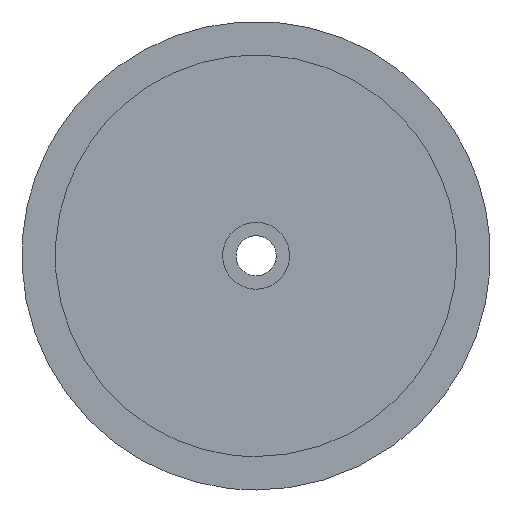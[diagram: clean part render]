
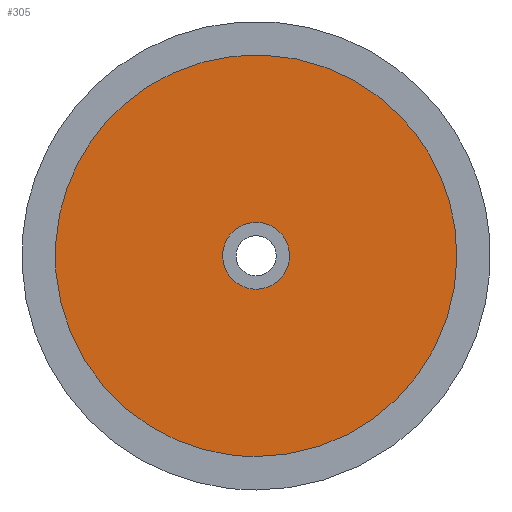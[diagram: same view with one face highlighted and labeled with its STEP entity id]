
A CAD part, front view. The second image highlights one B-rep face of the part: STEP entity #305.
In plain terms, the highlighted free-form (B-spline) face has degree [1, 1] with [2, 2] control points.
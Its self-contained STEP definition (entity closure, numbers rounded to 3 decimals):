
#177 = EDGE_CURVE('',#178,#178,#180,.T.);
#178 = VERTEX_POINT('',#179);
#179 = CARTESIAN_POINT('',(0.,-3.061,-36.738));
#180 = ( BOUNDED_CURVE() B_SPLINE_CURVE(2,(#181,#182,#183,#184,#185,#186
,#187),.UNSPECIFIED.,.T.,.F.) B_SPLINE_CURVE_WITH_KNOTS((1,2,2,2,2,1),(
    -2.094,0.,2.094,4.189,6.283,
8.378),.UNSPECIFIED.) CURVE() GEOMETRIC_REPRESENTATION_ITEM() 
RATIONAL_B_SPLINE_CURVE((1.,0.5,1.,0.5,1.,0.5,1.)) REPRESENTATION_ITEM(
  '') );
#181 = CARTESIAN_POINT('',(0.,-3.061,-36.738));
#182 = CARTESIAN_POINT('',(63.632,-3.061,
    -36.738));
#183 = CARTESIAN_POINT('',(31.816,-3.061,
    18.369));
#184 = CARTESIAN_POINT('',(0.,-3.061,
    73.476));
#185 = CARTESIAN_POINT('',(-31.816,-3.061,
    18.369));
#186 = CARTESIAN_POINT('',(-63.632,-3.061,
    -36.738));
#187 = CARTESIAN_POINT('',(0.,-3.061,-36.738));
#305 = ADVANCED_FACE('',(#306,#320),#323,.T.);
#306 = FACE_BOUND('',#307,.T.);
#307 = EDGE_LOOP('',(#308));
#308 = ORIENTED_EDGE('',*,*,#309,.F.);
#309 = EDGE_CURVE('',#310,#310,#312,.T.);
#310 = VERTEX_POINT('',#311);
#311 = CARTESIAN_POINT('',(0.,-3.061,-6.123));
#312 = ( BOUNDED_CURVE() B_SPLINE_CURVE(2,(#313,#314,#315,#316,#317,#318
,#319),.UNSPECIFIED.,.T.,.F.) B_SPLINE_CURVE_WITH_KNOTS((1,2,2,2,2,1),(
    -2.094,0.,2.094,4.189,6.283,
8.378),.UNSPECIFIED.) CURVE() GEOMETRIC_REPRESENTATION_ITEM() 
RATIONAL_B_SPLINE_CURVE((1.,0.5,1.,0.5,1.,0.5,1.)) REPRESENTATION_ITEM(
  '') );
#313 = CARTESIAN_POINT('',(0.,-3.061,-6.123));
#314 = CARTESIAN_POINT('',(10.605,-3.061,
    -6.123));
#315 = CARTESIAN_POINT('',(5.303,-3.061,3.061
    ));
#316 = CARTESIAN_POINT('',(0.,-3.061,
    12.246));
#317 = CARTESIAN_POINT('',(-5.303,-3.061,
    3.061));
#318 = CARTESIAN_POINT('',(-10.605,-3.061,
    -6.123));
#319 = CARTESIAN_POINT('',(0.,-3.061,-6.123));
#320 = FACE_BOUND('',#321,.T.);
#321 = EDGE_LOOP('',(#322));
#322 = ORIENTED_EDGE('',*,*,#177,.T.);
#323 = B_SPLINE_SURFACE_WITH_KNOTS('',1,1,(
    (#324,#325)
    ,(#326,#327
    )),.UNSPECIFIED.,.F.,.F.,.F.,(2,2),(2,2),(-30.,30.),(-30.,30.),
  .PIECEWISE_BEZIER_KNOTS.);
#324 = CARTESIAN_POINT('',(-36.738,-3.061,
    -36.738));
#325 = CARTESIAN_POINT('',(-36.738,-3.061,
    36.738));
#326 = CARTESIAN_POINT('',(36.738,-3.061,
    -36.738));
#327 = CARTESIAN_POINT('',(36.738,-3.061,
    36.738));
